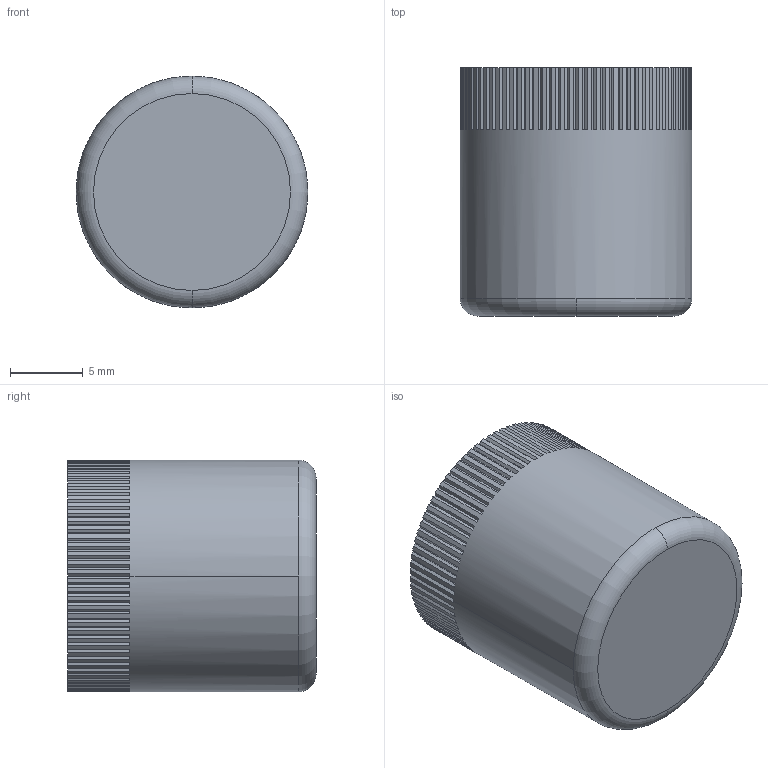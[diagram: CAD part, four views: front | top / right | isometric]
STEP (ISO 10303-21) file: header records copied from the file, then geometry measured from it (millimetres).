
FILE_DESCRIPTION(('STEP AP214'),'1');
FILE_NAME('HALDERN_EH_2B150_1041.stp','2017-07-04T08:57:15',('TraceParts'),('TraceParts S.A.'),'Spatial InterOp 3D',' ',' ');
FILE_SCHEMA(('automotive_design'));
Length unit declared in the file: millimetre
Products named in the file (2): HALDERN_EH_2B150_1041_1; HALDERN_EH_2B150_1041_2
Bounding box: 15.88 x 16.99 x 15.88 mm (x, y, z)
Volume: 1959.7 mm3; surface area: 2479.4 mm2
Topology: 2 solids, 2 shells, 263 faces, 767 edges, 511 vertices
Faces by surface type: plane 247, cylinder 10, cone 4, torus 2
Entity records: 10845 total; most frequent: CARTESIAN_POINT 1543, ORIENTED_EDGE 1534, DIRECTION 1490, EDGE_CURVE 767, LINE 574, VECTOR 574, VERTEX_POINT 511, AXIS2_PLACEMENT_3D 458
